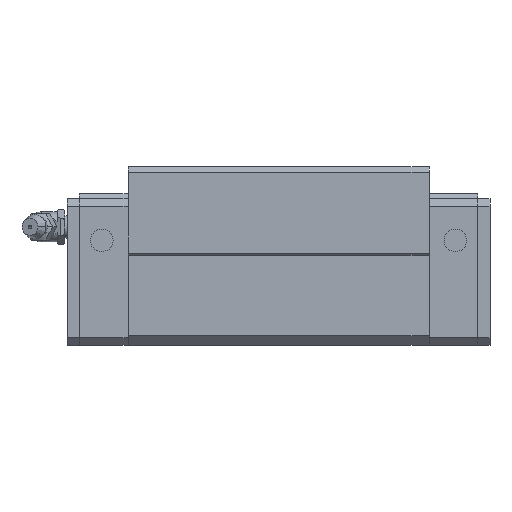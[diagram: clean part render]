
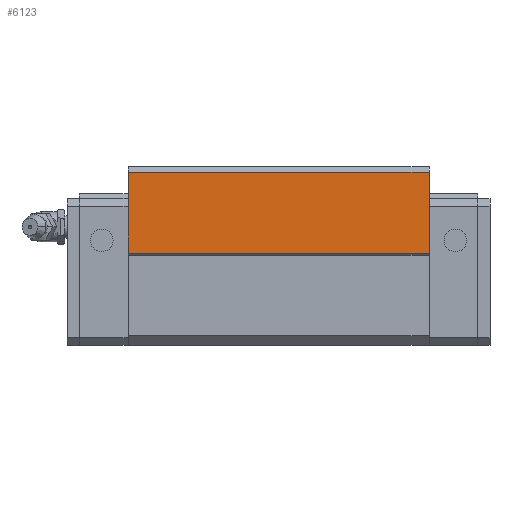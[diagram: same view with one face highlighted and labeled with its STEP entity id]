
A CAD part, front view. The second image highlights one B-rep face of the part: STEP entity #6123.
In plain terms, the highlighted planar face has unit normal (0, -1, 0).
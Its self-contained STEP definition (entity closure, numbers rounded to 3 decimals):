
#5311=CARTESIAN_POINT('POINT330',(16.2,-35.,
   24.5));
#5312=VERTEX_POINT('VERTEX330',#5311);
#5319=CARTESIAN_POINT('POINT331',(16.2,-35.,
   46.));
#5320=VERTEX_POINT('VERTEX331',#5319);
#5321=CARTESIAN_POINT('POS532',(16.2,-35.,
   46.));
#5322=DIRECTION('DIR749',(0.,0.,-1.));
#5323=VECTOR('VEC315',#5322,1.);
#5324=LINE('STRAIGHT315',#5321,#5323);
#5325=EDGE_CURVE('EDGE512',#5320,#5312,#5324,.T.);
#6076=CARTESIAN_POINT('POINT407',(96.2,-35.,
   24.5));
#6077=VERTEX_POINT('VERTEX407',#6076);
#6084=CARTESIAN_POINT('POS622',(16.2,-35.,
   24.5));
#6085=DIRECTION('DIR858',(1.,0.,0.));
#6086=VECTOR('VEC386',#6085,1.);
#6087=LINE('STRAIGHT386',#6084,#6086);
#6088=EDGE_CURVE('EDGE599',#5312,#6077,#6087,.T.);
#6100=CARTESIAN_POINT('POINT408',(96.2,-35.,
   46.));
#6101=VERTEX_POINT('VERTEX408',#6100);
#6102=CARTESIAN_POINT('POS624',(96.2,-35.,
   46.));
#6103=DIRECTION('DIR861',(0.,0.,1.));
#6104=VECTOR('VEC387',#6103,1.);
#6105=LINE('STRAIGHT387',#6102,#6104);
#6106=EDGE_CURVE('EDGE600',#6077,#6101,#6105,.T.);
#6107=ORIENTED_EDGE('COEDGE1111',*,*,#6106,.T.);
#6108=CARTESIAN_POINT('POS625',(16.2,-35.,
   46.));
#6109=DIRECTION('DIR862',(1.,0.,0.));
#6110=VECTOR('VEC388',#6109,1.);
#6111=LINE('STRAIGHT388',#6108,#6110);
#6112=EDGE_CURVE('EDGE601',#5320,#6101,#6111,.T.);
#6113=ORIENTED_EDGE('COEDGE1112',*,*,#6112,.F.);
#6114=ORIENTED_EDGE('COEDGE1113',*,*,#5325,.T.);
#6115=ORIENTED_EDGE('COEDGE1114',*,*,#6088,.T.);
#6116=EDGE_LOOP('NONE',(#6107,#6113,#6114,#6115));
#6117=FACE_BOUND('LOOP1',#6116,.T.);
#6118=CARTESIAN_POINT('POS626',(16.2,-35.,
   24.5));
#6119=DIRECTION('DIR863',(0.,-1.,0.));
#6120=DIRECTION('DIR864',(1.,0.,0.));
#6121=AXIS2_PLACEMENT_3D('AXIS238',#6118,#6119,#6120);
#6122=PLANE('PLANE108',#6121);
#6123=ADVANCED_FACE('FACE214',(#6117),#6122,.T.);
